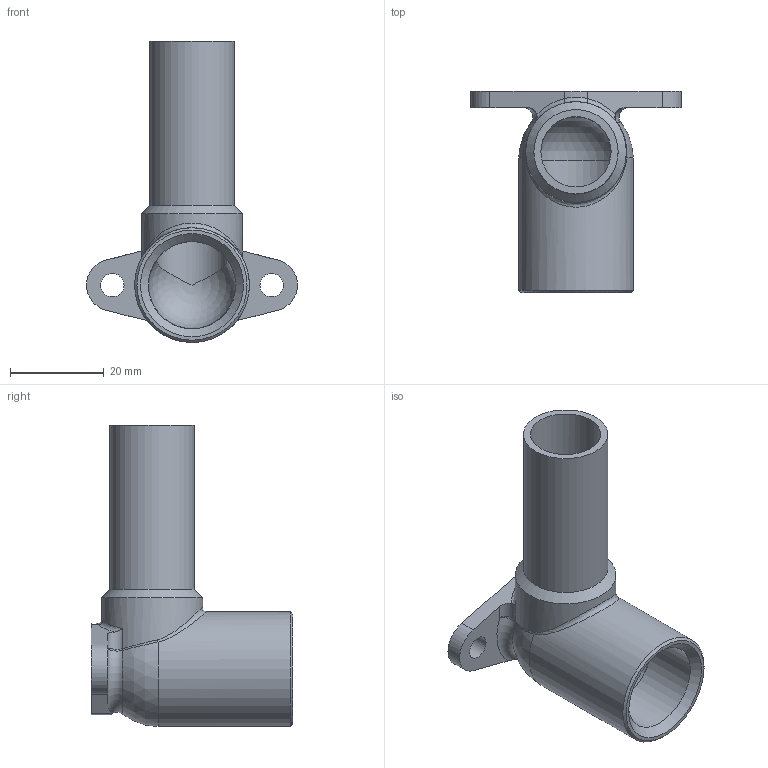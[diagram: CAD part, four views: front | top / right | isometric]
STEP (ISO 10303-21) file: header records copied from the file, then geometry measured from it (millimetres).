
FILE_DESCRIPTION(/* description */ ('GOMITI C/FLANGIA "A" 90''MF 18x1/2" + DIST.'),/* implementation_level */ '2;1');
FILE_NAME(/* name */ '185102118M_Inoxpres.stp',/* time_stamp */ '2022-10-11T15:07:19+02:00',/* author */ ('Vault'),/* organization */ ('Raccorderie metalliche s.p.a. '),/* preprocessor_version */ 'ST-DEVELOPER v18.1',/* originating_system */ 'Autodesk Inventor 2020',/* authorisation */ 'Raccorderie metalliche s.p.a. ');
FILE_SCHEMA (('AUTOMOTIVE_DESIGN { 1 0 10303 214 3 1 1 }'));
Length unit declared in the file: millimetre
Products named in the file (1): 185102118M_Inoxpres
Bounding box: 45 x 43 x 64.25 mm (x, y, z)
Volume: 13658 mm3; surface area: 10845.8 mm2
Topology: 1 solids, 1 shells, 40 faces, 106 edges, 65 vertices
Faces by surface type: cylinder 14, bspline 10, plane 9, cone 4, sphere 2, torus 1
Full cylindrical faces by diameter (mm): 5 x2, 15 x1, 18 x1, 18.6 x1, 18.631 x1, 21.5 x1, 24.5 x1
Entity records: 1619 total; most frequent: CARTESIAN_POINT 633, ORIENTED_EDGE 206, DIRECTION 184, EDGE_CURVE 103, AXIS2_PLACEMENT_3D 76, VERTEX_POINT 65, EDGE_LOOP 46, FACE_OUTER_BOUND 40
